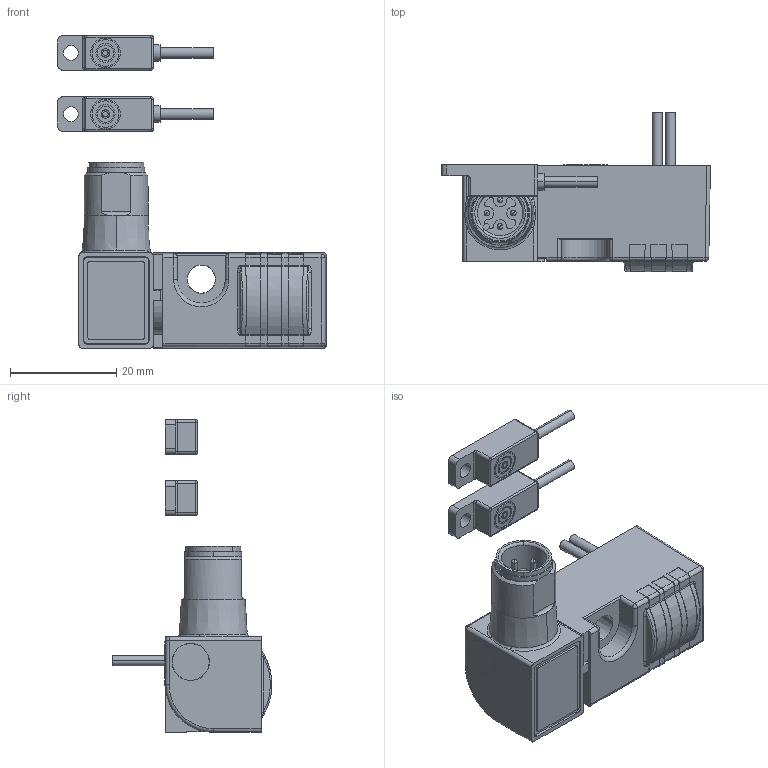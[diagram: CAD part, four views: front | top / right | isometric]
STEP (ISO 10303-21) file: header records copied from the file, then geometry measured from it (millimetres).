
FILE_DESCRIPTION((''),'2;1');
FILE_NAME('DM_CAD-0334C_ASM','2017-02-09T',('creinig-se'),(''),'PRO/ENGINEER BY PARAMETRIC TECHNOLOGY CORPORATION, 2015440','PRO/ENGINEER BY PARAMETRIC TECHNOLOGY CORPORATION, 2015440','');
FILE_SCHEMA(('CONFIG_CONTROL_DESIGN'));
Length unit declared in the file: millimetre
Products named in the file (5): DM_CAD-2519; DM_CAD-2273A_MIT_STECKER_SW0001; DM_CAD-2519_SCHRUMPF_ACHSE_ASM; DM_CAD-2285_04ACP5D; DM_CAD-0334C_ASM
Assembly tree (5 placements, depth 3):
  DM_CAD-0334C_ASM
    DM_CAD-2519_SCHRUMPF_ACHSE_ASM
      DM_CAD-2519
      DM_CAD-2273A_MIT_STECKER_SW0001
    DM_CAD-2285_04ACP5D  x2
Bounding box: 50.5 x 30 x 58.75 mm (x, y, z)
Volume: 16541.4 mm3; surface area: 7568.6 mm2
Topology: 4 solids, 6 shells, 436 faces, 1161 edges, 840 vertices
Faces by surface type: cylinder 188, plane 171, bspline 25, cone 19, extrusion 15, torus 12, sphere 6
Entity records: 16564 total; most frequent: CARTESIAN_POINT 3746, DIRECTION 1933, ORIENTED_EDGE 1882, EDGE_CURVE 941, PRESENTATION_STYLE_ASSIGNMENT 843, STYLED_ITEM 807, AXIS2_PLACEMENT_3D 686, CURVE_STYLE 669
